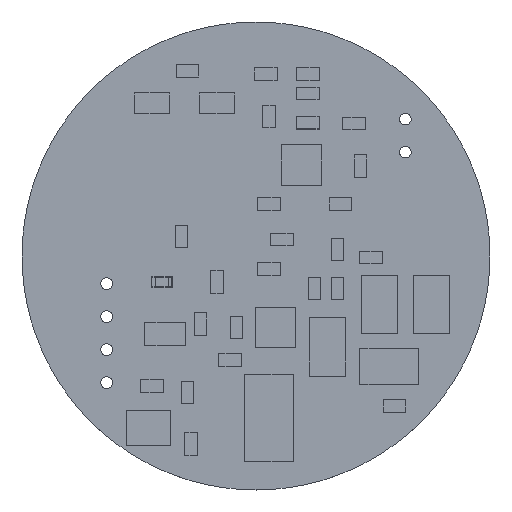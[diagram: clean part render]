
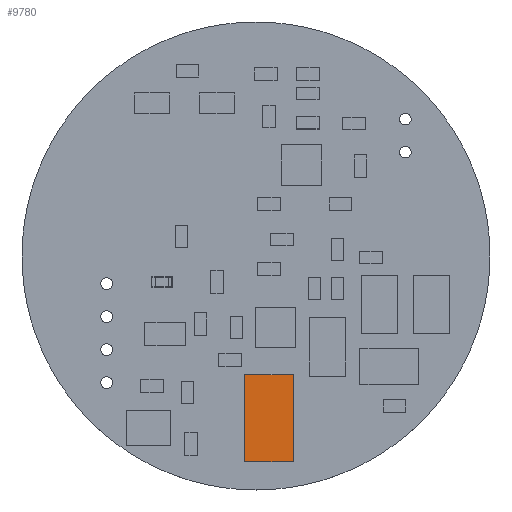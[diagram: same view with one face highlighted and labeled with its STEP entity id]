
A CAD part, top view. The second image highlights one B-rep face of the part: STEP entity #9780.
In plain terms, the highlighted planar face has unit normal (0, 0, 1).
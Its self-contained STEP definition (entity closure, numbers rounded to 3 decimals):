
#9466 = VERTEX_POINT('',#9467);
#9467 = CARTESIAN_POINT('',(-1.855,3.35,1.77));
#9474 = PLANE('',#9475);
#9475 = AXIS2_PLACEMENT_3D('',#9476,#9477,#9478);
#9476 = CARTESIAN_POINT('',(-1.855,3.35,0.));
#9477 = DIRECTION('',(1.,0.,0.));
#9478 = DIRECTION('',(0.,-1.,0.));
#9486 = PLANE('',#9487);
#9487 = AXIS2_PLACEMENT_3D('',#9488,#9489,#9490);
#9488 = CARTESIAN_POINT('',(1.855,3.35,0.));
#9489 = DIRECTION('',(0.,-1.,0.));
#9490 = DIRECTION('',(-1.,0.,0.));
#9498 = EDGE_CURVE('',#9466,#9499,#9501,.T.);
#9499 = VERTEX_POINT('',#9500);
#9500 = CARTESIAN_POINT('',(-1.855,-3.35,1.77));
#9501 = SURFACE_CURVE('',#9502,(#9506,#9513),.PCURVE_S1.);
#9502 = LINE('',#9503,#9504);
#9503 = CARTESIAN_POINT('',(-1.855,3.35,1.77));
#9504 = VECTOR('',#9505,1.);
#9505 = DIRECTION('',(0.,-1.,0.));
#9506 = PCURVE('',#9474,#9507);
#9507 = DEFINITIONAL_REPRESENTATION('',(#9508),#9512);
#9508 = LINE('',#9509,#9510);
#9509 = CARTESIAN_POINT('',(0.,-1.77));
#9510 = VECTOR('',#9511,1.);
#9511 = DIRECTION('',(1.,0.));
#9512 = ( GEOMETRIC_REPRESENTATION_CONTEXT(2) 
PARAMETRIC_REPRESENTATION_CONTEXT() REPRESENTATION_CONTEXT('2D SPACE',''
  ) );
#9513 = PCURVE('',#9514,#9519);
#9514 = PLANE('',#9515);
#9515 = AXIS2_PLACEMENT_3D('',#9516,#9517,#9518);
#9516 = CARTESIAN_POINT('',(-1.855,3.35,1.77));
#9517 = DIRECTION('',(0.,0.,-1.));
#9518 = DIRECTION('',(-1.,0.,0.));
#9519 = DEFINITIONAL_REPRESENTATION('',(#9520),#9524);
#9520 = LINE('',#9521,#9522);
#9521 = CARTESIAN_POINT('',(0.,0.));
#9522 = VECTOR('',#9523,1.);
#9523 = DIRECTION('',(0.,-1.));
#9524 = ( GEOMETRIC_REPRESENTATION_CONTEXT(2) 
PARAMETRIC_REPRESENTATION_CONTEXT() REPRESENTATION_CONTEXT('2D SPACE',''
  ) );
#9542 = PLANE('',#9543);
#9543 = AXIS2_PLACEMENT_3D('',#9544,#9545,#9546);
#9544 = CARTESIAN_POINT('',(-1.855,-3.35,0.));
#9545 = DIRECTION('',(0.,1.,0.));
#9546 = DIRECTION('',(1.,0.,0.));
#9584 = EDGE_CURVE('',#9499,#9585,#9587,.T.);
#9585 = VERTEX_POINT('',#9586);
#9586 = CARTESIAN_POINT('',(1.855,-3.35,1.77));
#9587 = SURFACE_CURVE('',#9588,(#9592,#9599),.PCURVE_S1.);
#9588 = LINE('',#9589,#9590);
#9589 = CARTESIAN_POINT('',(-1.855,-3.35,1.77));
#9590 = VECTOR('',#9591,1.);
#9591 = DIRECTION('',(1.,0.,0.));
#9592 = PCURVE('',#9542,#9593);
#9593 = DEFINITIONAL_REPRESENTATION('',(#9594),#9598);
#9594 = LINE('',#9595,#9596);
#9595 = CARTESIAN_POINT('',(0.,-1.77));
#9596 = VECTOR('',#9597,1.);
#9597 = DIRECTION('',(1.,0.));
#9598 = ( GEOMETRIC_REPRESENTATION_CONTEXT(2) 
PARAMETRIC_REPRESENTATION_CONTEXT() REPRESENTATION_CONTEXT('2D SPACE',''
  ) );
#9599 = PCURVE('',#9514,#9600);
#9600 = DEFINITIONAL_REPRESENTATION('',(#9601),#9605);
#9601 = LINE('',#9602,#9603);
#9602 = CARTESIAN_POINT('',(0.,-6.7));
#9603 = VECTOR('',#9604,1.);
#9604 = DIRECTION('',(-1.,0.));
#9605 = ( GEOMETRIC_REPRESENTATION_CONTEXT(2) 
PARAMETRIC_REPRESENTATION_CONTEXT() REPRESENTATION_CONTEXT('2D SPACE',''
  ) );
#9623 = PLANE('',#9624);
#9624 = AXIS2_PLACEMENT_3D('',#9625,#9626,#9627);
#9625 = CARTESIAN_POINT('',(1.855,-3.35,0.));
#9626 = DIRECTION('',(-1.,0.,0.));
#9627 = DIRECTION('',(0.,1.,0.));
#9660 = EDGE_CURVE('',#9585,#9661,#9663,.T.);
#9661 = VERTEX_POINT('',#9662);
#9662 = CARTESIAN_POINT('',(1.855,3.35,1.77));
#9663 = SURFACE_CURVE('',#9664,(#9668,#9675),.PCURVE_S1.);
#9664 = LINE('',#9665,#9666);
#9665 = CARTESIAN_POINT('',(1.855,-3.35,1.77));
#9666 = VECTOR('',#9667,1.);
#9667 = DIRECTION('',(0.,1.,0.));
#9668 = PCURVE('',#9623,#9669);
#9669 = DEFINITIONAL_REPRESENTATION('',(#9670),#9674);
#9670 = LINE('',#9671,#9672);
#9671 = CARTESIAN_POINT('',(0.,-1.77));
#9672 = VECTOR('',#9673,1.);
#9673 = DIRECTION('',(1.,0.));
#9674 = ( GEOMETRIC_REPRESENTATION_CONTEXT(2) 
PARAMETRIC_REPRESENTATION_CONTEXT() REPRESENTATION_CONTEXT('2D SPACE',''
  ) );
#9675 = PCURVE('',#9514,#9676);
#9676 = DEFINITIONAL_REPRESENTATION('',(#9677),#9681);
#9677 = LINE('',#9678,#9679);
#9678 = CARTESIAN_POINT('',(-3.71,-6.7));
#9679 = VECTOR('',#9680,1.);
#9680 = DIRECTION('',(0.,1.));
#9681 = ( GEOMETRIC_REPRESENTATION_CONTEXT(2) 
PARAMETRIC_REPRESENTATION_CONTEXT() REPRESENTATION_CONTEXT('2D SPACE',''
  ) );
#9731 = EDGE_CURVE('',#9661,#9466,#9732,.T.);
#9732 = SURFACE_CURVE('',#9733,(#9737,#9744),.PCURVE_S1.);
#9733 = LINE('',#9734,#9735);
#9734 = CARTESIAN_POINT('',(1.855,3.35,1.77));
#9735 = VECTOR('',#9736,1.);
#9736 = DIRECTION('',(-1.,0.,0.));
#9737 = PCURVE('',#9486,#9738);
#9738 = DEFINITIONAL_REPRESENTATION('',(#9739),#9743);
#9739 = LINE('',#9740,#9741);
#9740 = CARTESIAN_POINT('',(0.,-1.77));
#9741 = VECTOR('',#9742,1.);
#9742 = DIRECTION('',(1.,0.));
#9743 = ( GEOMETRIC_REPRESENTATION_CONTEXT(2) 
PARAMETRIC_REPRESENTATION_CONTEXT() REPRESENTATION_CONTEXT('2D SPACE',''
  ) );
#9744 = PCURVE('',#9514,#9745);
#9745 = DEFINITIONAL_REPRESENTATION('',(#9746),#9750);
#9746 = LINE('',#9747,#9748);
#9747 = CARTESIAN_POINT('',(-3.71,0.));
#9748 = VECTOR('',#9749,1.);
#9749 = DIRECTION('',(1.,0.));
#9750 = ( GEOMETRIC_REPRESENTATION_CONTEXT(2) 
PARAMETRIC_REPRESENTATION_CONTEXT() REPRESENTATION_CONTEXT('2D SPACE',''
  ) );
#9780 = ADVANCED_FACE('',(#9781),#9514,.F.);
#9781 = FACE_BOUND('',#9782,.T.);
#9782 = EDGE_LOOP('',(#9783,#9784,#9785,#9786));
#9783 = ORIENTED_EDGE('',*,*,#9498,.T.);
#9784 = ORIENTED_EDGE('',*,*,#9584,.T.);
#9785 = ORIENTED_EDGE('',*,*,#9660,.T.);
#9786 = ORIENTED_EDGE('',*,*,#9731,.T.);
